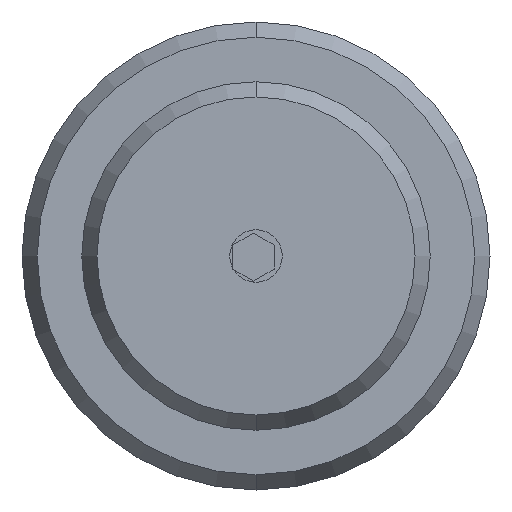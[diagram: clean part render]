
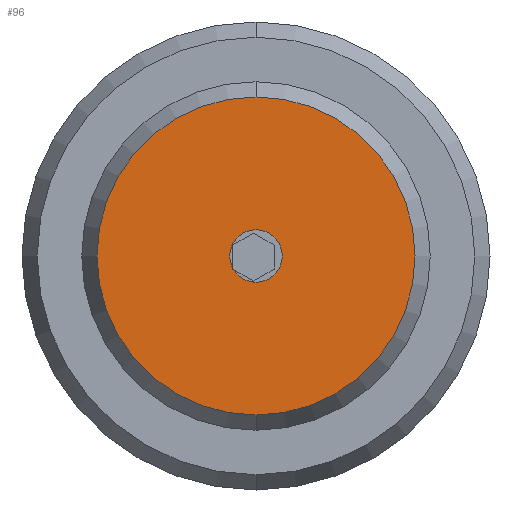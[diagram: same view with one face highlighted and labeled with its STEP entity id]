
A CAD part, front view. The second image highlights one B-rep face of the part: STEP entity #96.
In plain terms, the highlighted planar face has unit normal (0, -1, 0).
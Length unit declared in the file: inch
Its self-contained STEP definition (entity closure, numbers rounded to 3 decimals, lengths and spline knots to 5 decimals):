
#52 = EDGE_LOOP ( 'NONE', ( #95, #55 ) ) ;
#55 = ORIENTED_EDGE ( 'NONE', *, *, #145, .F. ) ;
#95 = ORIENTED_EDGE ( 'NONE', *, *, #118, .F. ) ;
#96 = ADVANCED_FACE ( 'NONE', ( #542, #541 ), #582, .F. ) ;
#101 = EDGE_CURVE ( 'NONE', #102, #103, #605, .T. ) ;
#102 = VERTEX_POINT ( 'NONE', #601 ) ;
#103 = VERTEX_POINT ( 'NONE', #600 ) ;
#118 = EDGE_CURVE ( 'NONE', #171, #172, #667, .T. ) ;
#145 = EDGE_CURVE ( 'NONE', #172, #171, #742, .T. ) ;
#146 = EDGE_LOOP ( 'NONE', ( #147, #148 ) ) ;
#147 = ORIENTED_EDGE ( 'NONE', *, *, #168, .T. ) ;
#148 = ORIENTED_EDGE ( 'NONE', *, *, #101, .T. ) ;
#168 = EDGE_CURVE ( 'NONE', #103, #102, #818, .T. ) ;
#171 = VERTEX_POINT ( 'NONE', #814 ) ;
#172 = VERTEX_POINT ( 'NONE', #813 ) ;
#541 = FACE_BOUND ( 'NONE', #146, .T. ) ;
#542 = FACE_OUTER_BOUND ( 'NONE', #52, .T. ) ;
#578 = DIRECTION ( 'NONE',  ( 0., 0., 1. ) ) ;
#579 = DIRECTION ( 'NONE',  ( 0., 1., 0. ) ) ;
#580 = CARTESIAN_POINT ( 'NONE',  ( 0.11619, -0.05224, -0.69187 ) ) ;
#581 = AXIS2_PLACEMENT_3D ( 'NONE', #580, #579, #578 ) ;
#582 = PLANE ( 'NONE',  #581 ) ;
#600 = CARTESIAN_POINT ( 'NONE',  ( 0.11619, -0.05224, -0.17136 ) ) ;
#601 = CARTESIAN_POINT ( 'NONE',  ( 0.11619, -0.05224, -0.24036 ) ) ;
#602 = DIRECTION ( 'NONE',  ( 0., 0., 1. ) ) ;
#603 = DIRECTION ( 'NONE',  ( 0., 1., 0. ) ) ;
#604 = AXIS2_PLACEMENT_3D ( 'NONE', #610, #603, #602 ) ;
#605 = CIRCLE ( 'NONE', #604, 0.0345 ) ;
#610 = CARTESIAN_POINT ( 'NONE',  ( 0.11619, -0.05224, -0.20586 ) ) ;
#660 = DIRECTION ( 'NONE',  ( 0., 0., 1. ) ) ;
#661 = DIRECTION ( 'NONE',  ( 0., 1., 0. ) ) ;
#662 = CARTESIAN_POINT ( 'NONE',  ( 0.11619, -0.05224, -0.20586 ) ) ;
#663 = AXIS2_PLACEMENT_3D ( 'NONE', #662, #661, #660 ) ;
#667 = CIRCLE ( 'NONE', #663, 0.209 ) ;
#738 = DIRECTION ( 'NONE',  ( 0., 0., 1. ) ) ;
#739 = DIRECTION ( 'NONE',  ( 0., 1., 0. ) ) ;
#740 = CARTESIAN_POINT ( 'NONE',  ( 0.11619, -0.05224, -0.20586 ) ) ;
#741 = AXIS2_PLACEMENT_3D ( 'NONE', #740, #739, #738 ) ;
#742 = CIRCLE ( 'NONE', #741, 0.209 ) ;
#813 = CARTESIAN_POINT ( 'NONE',  ( 0.11619, -0.05224, -0.41486 ) ) ;
#814 = CARTESIAN_POINT ( 'NONE',  ( 0.11619, -0.05224, 0.00314 ) ) ;
#815 = DIRECTION ( 'NONE',  ( 0., 0., 1. ) ) ;
#816 = DIRECTION ( 'NONE',  ( 0., 1., 0. ) ) ;
#817 = AXIS2_PLACEMENT_3D ( 'NONE', #823, #816, #815 ) ;
#818 = CIRCLE ( 'NONE', #817, 0.0345 ) ;
#823 = CARTESIAN_POINT ( 'NONE',  ( 0.11619, -0.05224, -0.20586 ) ) ;
